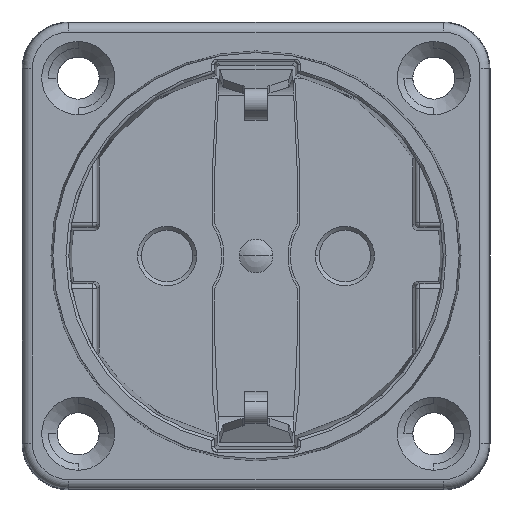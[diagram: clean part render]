
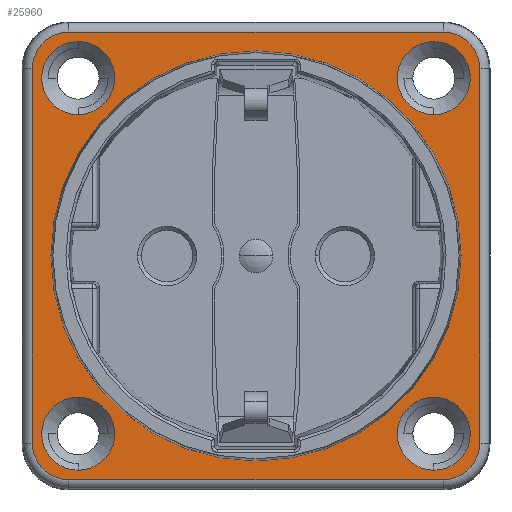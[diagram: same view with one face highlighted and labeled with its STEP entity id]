
A CAD part, top view. The second image highlights one B-rep face of the part: STEP entity #25960.
In plain terms, the highlighted planar face has unit normal (0, 0, 1).
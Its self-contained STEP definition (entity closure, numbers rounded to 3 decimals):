
#1670=CARTESIAN_POINT('',(0.,0.,6.5));
#1671=DIRECTION('',(0.,0.,-1.));
#1672=DIRECTION('',(0.,1.,0.));
#1673=AXIS2_PLACEMENT_3D('',#1670,#1671,#1672);
#1678=CARTESIAN_POINT('',(0.,0.,6.5));
#1679=DIRECTION('',(0.,0.,-1.));
#1680=DIRECTION('',(0.,-1.,0.));
#1681=AXIS2_PLACEMENT_3D('',#1678,#1679,#1680);
#1686=CARTESIAN_POINT('',(19.,-19.,6.5));
#1687=DIRECTION('',(0.,0.,1.));
#1688=DIRECTION('',(0.,1.,0.));
#1689=AXIS2_PLACEMENT_3D('',#1686,#1687,#1688);
#1694=CARTESIAN_POINT('',(19.,-19.,6.5));
#1695=DIRECTION('',(0.,0.,1.));
#1696=DIRECTION('',(0.,-1.,0.));
#1697=AXIS2_PLACEMENT_3D('',#1694,#1695,#1696);
#1702=CARTESIAN_POINT('',(-19.,-19.,6.5));
#1703=DIRECTION('',(0.,0.,-1.));
#1704=DIRECTION('',(0.,1.,0.));
#1705=AXIS2_PLACEMENT_3D('',#1702,#1703,#1704);
#1710=CARTESIAN_POINT('',(-19.,-19.,6.5));
#1711=DIRECTION('',(0.,0.,-1.));
#1712=DIRECTION('',(0.,-1.,0.));
#1713=AXIS2_PLACEMENT_3D('',#1710,#1711,#1712);
#1718=CARTESIAN_POINT('',(19.,19.,6.5));
#1719=DIRECTION('',(0.,0.,-1.));
#1720=DIRECTION('',(0.,-1.,0.));
#1721=AXIS2_PLACEMENT_3D('',#1718,#1719,#1720);
#1726=CARTESIAN_POINT('',(19.,19.,6.5));
#1727=DIRECTION('',(0.,0.,-1.));
#1728=DIRECTION('',(0.,1.,0.));
#1729=AXIS2_PLACEMENT_3D('',#1726,#1727,#1728);
#1734=CARTESIAN_POINT('',(-19.,19.,6.5));
#1735=DIRECTION('',(0.,0.,1.));
#1736=DIRECTION('',(0.,-1.,0.));
#1737=AXIS2_PLACEMENT_3D('',#1734,#1735,#1736);
#1742=CARTESIAN_POINT('',(-19.,19.,6.5));
#1743=DIRECTION('',(0.,0.,1.));
#1744=DIRECTION('',(0.,1.,0.));
#1745=AXIS2_PLACEMENT_3D('',#1742,#1743,#1744);
#1750=CARTESIAN_POINT('',(-20.,-20.,6.5));
#1751=DIRECTION('',(0.,0.,-1.));
#1752=DIRECTION('',(0.,-1.,0.));
#1753=AXIS2_PLACEMENT_3D('',#1750,#1751,#1752);
#1774=DIRECTION('',(-1.,0.,0.));
#1775=VECTOR('',#1774,40.);
#1776=CARTESIAN_POINT('',(20.,-23.904,6.5));
#1777=LINE('1096',#1776,#1775);
#1796=CARTESIAN_POINT('',(20.,-20.,6.5));
#1797=DIRECTION('',(0.,0.,-1.));
#1798=DIRECTION('',(1.,0.,0.));
#1799=AXIS2_PLACEMENT_3D('',#1796,#1797,#1798);
#1820=DIRECTION('',(0.,-1.,0.));
#1821=VECTOR('',#1820,40.);
#1822=CARTESIAN_POINT('',(23.904,20.,6.5));
#1823=LINE('1100',#1822,#1821);
#1842=CARTESIAN_POINT('',(20.,20.,6.5));
#1843=DIRECTION('',(0.,0.,-1.));
#1844=DIRECTION('',(0.,1.,0.));
#1845=AXIS2_PLACEMENT_3D('',#1842,#1843,#1844);
#1866=DIRECTION('',(1.,0.,0.));
#1867=VECTOR('',#1866,40.);
#1868=CARTESIAN_POINT('',(-20.,23.904,6.5));
#1869=LINE('1243',#1868,#1867);
#1880=CARTESIAN_POINT('',(-20.,20.,6.5));
#1881=DIRECTION('',(0.,0.,-1.));
#1882=DIRECTION('',(-1.,0.,0.));
#1883=AXIS2_PLACEMENT_3D('',#1880,#1881,#1882);
#1912=DIRECTION('',(0.,1.,0.));
#1913=VECTOR('',#1912,40.);
#1914=CARTESIAN_POINT('',(-23.904,-20.,6.5));
#1915=LINE('1092',#1914,#1913);
#21674=CARTESIAN_POINT('',(-23.904,20.,6.5));
#21675=CARTESIAN_POINT('',(-20.,23.904,6.5));
#21676=VERTEX_POINT('',#21674);
#21677=VERTEX_POINT('',#21675);
#21682=CARTESIAN_POINT('',(-23.904,-20.,6.5));
#21683=VERTEX_POINT('',#21682);
#21686=CARTESIAN_POINT('',(-20.,-23.904,6.5));
#21687=VERTEX_POINT('',#21686);
#21690=CARTESIAN_POINT('',(20.,-23.904,6.5));
#21691=VERTEX_POINT('',#21690);
#21694=CARTESIAN_POINT('',(23.904,-20.,6.5));
#21695=VERTEX_POINT('',#21694);
#21698=CARTESIAN_POINT('',(23.904,20.,6.5));
#21699=VERTEX_POINT('',#21698);
#21702=CARTESIAN_POINT('',(20.,23.904,6.5));
#21703=VERTEX_POINT('',#21702);
#21870=CARTESIAN_POINT('',(19.,-15.1,6.5));
#21871=CARTESIAN_POINT('',(19.,-22.9,6.5));
#21872=VERTEX_POINT('',#21870);
#21873=VERTEX_POINT('',#21871);
#21878=CARTESIAN_POINT('',(-19.,-15.1,6.5));
#21879=CARTESIAN_POINT('',(-19.,-22.9,6.5));
#21880=VERTEX_POINT('',#21878);
#21881=VERTEX_POINT('',#21879);
#21886=CARTESIAN_POINT('',(19.,15.1,6.5));
#21887=CARTESIAN_POINT('',(19.,22.9,6.5));
#21888=VERTEX_POINT('',#21886);
#21889=VERTEX_POINT('',#21887);
#21894=CARTESIAN_POINT('',(-19.,15.1,6.5));
#21895=CARTESIAN_POINT('',(-19.,22.9,6.5));
#21896=VERTEX_POINT('',#21894);
#21897=VERTEX_POINT('',#21895);
#22030=CARTESIAN_POINT('',(0.,21.906,6.5));
#22031=CARTESIAN_POINT('',(0.,-21.906,6.5));
#22032=VERTEX_POINT('',#22030);
#22033=VERTEX_POINT('',#22031);
#25908=CARTESIAN_POINT('',(0.,0.,6.5));
#25909=DIRECTION('',(0.,0.,-1.));
#25910=DIRECTION('',(1.,0.,0.));
#25911=AXIS2_PLACEMENT_3D('',#25908,#25909,#25910);
#25912=PLANE('79',#25911);
#25914=ORIENTED_EDGE('1094',*,*,#25913,.T.);
#25916=ORIENTED_EDGE('1092',*,*,#25915,.T.);
#25918=ORIENTED_EDGE('1089',*,*,#25917,.T.);
#25920=ORIENTED_EDGE('1243',*,*,#25919,.T.);
#25922=ORIENTED_EDGE('1102',*,*,#25921,.T.);
#25924=ORIENTED_EDGE('1100',*,*,#25923,.T.);
#25926=ORIENTED_EDGE('1098',*,*,#25925,.T.);
#25928=ORIENTED_EDGE('1096',*,*,#25927,.T.);
#25929=EDGE_LOOP('79',(#25914,#25916,#25918,#25920,#25922,#25924,#25926,
#25928));
#25930=FACE_OUTER_BOUND('79',#25929,.F.);
#25932=ORIENTED_EDGE('1392',*,*,#25931,.F.);
#25933=ORIENTED_EDGE('1393',*,*,#25886,.F.);
#25934=EDGE_LOOP('79',(#25932,#25933));
#25935=FACE_BOUND('79',#25934,.F.);
#25937=ORIENTED_EDGE('1254',*,*,#25936,.T.);
#25939=ORIENTED_EDGE('1255',*,*,#25938,.T.);
#25940=EDGE_LOOP('79',(#25937,#25939));
#25941=FACE_BOUND('79',#25940,.F.);
#25943=ORIENTED_EDGE('1260',*,*,#25942,.F.);
#25945=ORIENTED_EDGE('1261',*,*,#25944,.F.);
#25946=EDGE_LOOP('79',(#25943,#25945));
#25947=FACE_BOUND('79',#25946,.F.);
#25949=ORIENTED_EDGE('1266',*,*,#25948,.F.);
#25951=ORIENTED_EDGE('1267',*,*,#25950,.F.);
#25952=EDGE_LOOP('79',(#25949,#25951));
#25953=FACE_BOUND('79',#25952,.F.);
#25955=ORIENTED_EDGE('1272',*,*,#25954,.T.);
#25957=ORIENTED_EDGE('1273',*,*,#25956,.T.);
#25958=EDGE_LOOP('79',(#25955,#25957));
#25959=FACE_BOUND('79',#25958,.F.);
#1674=CIRCLE('1392',#1673,21.906);
#1682=CIRCLE('1393',#1681,21.906);
#1690=CIRCLE('1254',#1689,3.9);
#1698=CIRCLE('1255',#1697,3.9);
#1706=CIRCLE('1260',#1705,3.9);
#1714=CIRCLE('1261',#1713,3.9);
#1722=CIRCLE('1266',#1721,3.9);
#1730=CIRCLE('1267',#1729,3.9);
#1738=CIRCLE('1272',#1737,3.9);
#1746=CIRCLE('1273',#1745,3.9);
#1754=CIRCLE('1094',#1753,3.904);
#1800=CIRCLE('1098',#1799,3.904);
#1846=CIRCLE('1102',#1845,3.904);
#1884=CIRCLE('1089',#1883,3.904);
#25886=EDGE_CURVE('1393',#22033,#22032,#1682,.T.);
#25913=EDGE_CURVE('1094',#21687,#21683,#1754,.T.);
#25915=EDGE_CURVE('1092',#21683,#21676,#1915,.T.);
#25917=EDGE_CURVE('1089',#21676,#21677,#1884,.T.);
#25919=EDGE_CURVE('1243',#21677,#21703,#1869,.T.);
#25921=EDGE_CURVE('1102',#21703,#21699,#1846,.T.);
#25923=EDGE_CURVE('1100',#21699,#21695,#1823,.T.);
#25925=EDGE_CURVE('1098',#21695,#21691,#1800,.T.);
#25927=EDGE_CURVE('1096',#21691,#21687,#1777,.T.);
#25931=EDGE_CURVE('1392',#22032,#22033,#1674,.T.);
#25936=EDGE_CURVE('1254',#21872,#21873,#1690,.T.);
#25938=EDGE_CURVE('1255',#21873,#21872,#1698,.T.);
#25942=EDGE_CURVE('1260',#21880,#21881,#1706,.T.);
#25944=EDGE_CURVE('1261',#21881,#21880,#1714,.T.);
#25948=EDGE_CURVE('1266',#21888,#21889,#1722,.T.);
#25950=EDGE_CURVE('1267',#21889,#21888,#1730,.T.);
#25954=EDGE_CURVE('1272',#21896,#21897,#1738,.T.);
#25956=EDGE_CURVE('1273',#21897,#21896,#1746,.T.);
#25960=ADVANCED_FACE('79',(#25930,#25935,#25941,#25947,#25953,#25959),#25912,
.F.);
